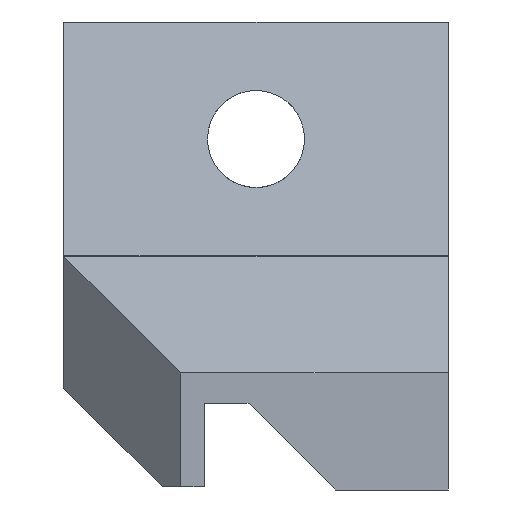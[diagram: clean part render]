
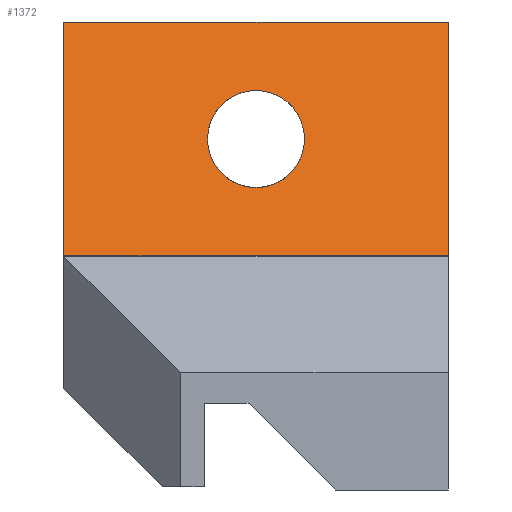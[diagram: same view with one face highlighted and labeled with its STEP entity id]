
A CAD part, left-side view. The second image highlights one B-rep face of the part: STEP entity #1372.
In plain terms, the highlighted planar face has unit normal (-0.94, 0, 0.342).
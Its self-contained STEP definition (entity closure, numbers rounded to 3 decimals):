
#32 = PLANE('',#33);
#33 = AXIS2_PLACEMENT_3D('',#34,#35,#36);
#34 = CARTESIAN_POINT('',(19.577,6.044,0.));
#35 = DIRECTION('',(0.,0.,1.));
#36 = DIRECTION('',(1.,0.,0.));
#347 = PLANE('',#348);
#348 = AXIS2_PLACEMENT_3D('',#349,#350,#351);
#349 = CARTESIAN_POINT('',(42.629,0.,-1.414));
#350 = DIRECTION('',(0.,-1.,0.));
#351 = DIRECTION('',(0.,0.,-1.));
#472 = VERTEX_POINT('',#473);
#473 = CARTESIAN_POINT('',(43.609,7.3,0.));
#494 = EDGE_CURVE('',#472,#495,#497,.T.);
#495 = VERTEX_POINT('',#496);
#496 = CARTESIAN_POINT('',(43.609,11.5,0.));
#497 = SURFACE_CURVE('',#498,(#502,#509),.PCURVE_S1.);
#498 = LINE('',#499,#500);
#499 = CARTESIAN_POINT('',(43.609,0.,0.));
#500 = VECTOR('',#501,1.);
#501 = DIRECTION('',(0.,1.,0.));
#502 = PCURVE('',#32,#503);
#503 = DEFINITIONAL_REPRESENTATION('',(#504),#508);
#504 = LINE('',#505,#506);
#505 = CARTESIAN_POINT('',(24.032,-6.044));
#506 = VECTOR('',#507,1.);
#507 = DIRECTION('',(0.,1.));
#508 = ( GEOMETRIC_REPRESENTATION_CONTEXT(2) 
PARAMETRIC_REPRESENTATION_CONTEXT() REPRESENTATION_CONTEXT('2D SPACE',''
  ) );
#509 = PCURVE('',#510,#515);
#510 = PLANE('',#511);
#511 = AXIS2_PLACEMENT_3D('',#512,#513,#514);
#512 = CARTESIAN_POINT('',(43.609,0.,0.));
#513 = DIRECTION('',(0.94,0.,-0.342));
#514 = DIRECTION('',(0.342,0.,0.94));
#515 = DEFINITIONAL_REPRESENTATION('',(#516),#520);
#516 = LINE('',#517,#518);
#517 = CARTESIAN_POINT('',(0.,0.));
#518 = VECTOR('',#519,1.);
#519 = DIRECTION('',(0.,-1.));
#520 = ( GEOMETRIC_REPRESENTATION_CONTEXT(2) 
PARAMETRIC_REPRESENTATION_CONTEXT() REPRESENTATION_CONTEXT('2D SPACE',''
  ) );
#538 = PLANE('',#539);
#539 = AXIS2_PLACEMENT_3D('',#540,#541,#542);
#540 = CARTESIAN_POINT('',(28.756,11.5,-0.706));
#541 = DIRECTION('',(0.,1.,0.));
#542 = DIRECTION('',(0.,0.,1.));
#1140 = EDGE_CURVE('',#1141,#495,#1143,.T.);
#1141 = VERTEX_POINT('',#1142);
#1142 = CARTESIAN_POINT('',(46.156,11.5,7.));
#1143 = SURFACE_CURVE('',#1144,(#1148,#1155),.PCURVE_S1.);
#1144 = LINE('',#1145,#1146);
#1145 = CARTESIAN_POINT('',(40.422,11.5,-8.756));
#1146 = VECTOR('',#1147,1.);
#1147 = DIRECTION('',(-0.342,0.,-0.94));
#1148 = PCURVE('',#538,#1149);
#1149 = DEFINITIONAL_REPRESENTATION('',(#1150),#1154);
#1150 = LINE('',#1151,#1152);
#1151 = CARTESIAN_POINT('',(-8.05,11.666));
#1152 = VECTOR('',#1153,1.);
#1153 = DIRECTION('',(-0.94,-0.342));
#1154 = ( GEOMETRIC_REPRESENTATION_CONTEXT(2) 
PARAMETRIC_REPRESENTATION_CONTEXT() REPRESENTATION_CONTEXT('2D SPACE',''
  ) );
#1155 = PCURVE('',#510,#1156);
#1156 = DEFINITIONAL_REPRESENTATION('',(#1157),#1161);
#1157 = LINE('',#1158,#1159);
#1158 = CARTESIAN_POINT('',(-9.317,-11.5));
#1159 = VECTOR('',#1160,1.);
#1160 = DIRECTION('',(-1.,0.));
#1161 = ( GEOMETRIC_REPRESENTATION_CONTEXT(2) 
PARAMETRIC_REPRESENTATION_CONTEXT() REPRESENTATION_CONTEXT('2D SPACE',''
  ) );
#1179 = PLANE('',#1180);
#1180 = AXIS2_PLACEMENT_3D('',#1181,#1182,#1183);
#1181 = CARTESIAN_POINT('',(46.156,0.,7.));
#1182 = DIRECTION('',(0.,0.,-1.));
#1183 = DIRECTION('',(1.,0.,0.));
#1372 = ADVANCED_FACE('',(#1373,#1449),#510,.F.);
#1373 = FACE_BOUND('',#1374,.F.);
#1374 = EDGE_LOOP('',(#1375,#1400,#1426,#1427,#1428));
#1375 = ORIENTED_EDGE('',*,*,#1376,.F.);
#1376 = EDGE_CURVE('',#1377,#1379,#1381,.T.);
#1377 = VERTEX_POINT('',#1378);
#1378 = CARTESIAN_POINT('',(43.609,0.,0.));
#1379 = VERTEX_POINT('',#1380);
#1380 = CARTESIAN_POINT('',(46.156,0.,7.));
#1381 = SURFACE_CURVE('',#1382,(#1386,#1393),.PCURVE_S1.);
#1382 = LINE('',#1383,#1384);
#1383 = CARTESIAN_POINT('',(43.609,0.,0.));
#1384 = VECTOR('',#1385,1.);
#1385 = DIRECTION('',(0.342,0.,0.94));
#1386 = PCURVE('',#510,#1387);
#1387 = DEFINITIONAL_REPRESENTATION('',(#1388),#1392);
#1388 = LINE('',#1389,#1390);
#1389 = CARTESIAN_POINT('',(0.,0.));
#1390 = VECTOR('',#1391,1.);
#1391 = DIRECTION('',(1.,0.));
#1392 = ( GEOMETRIC_REPRESENTATION_CONTEXT(2) 
PARAMETRIC_REPRESENTATION_CONTEXT() REPRESENTATION_CONTEXT('2D SPACE',''
  ) );
#1393 = PCURVE('',#347,#1394);
#1394 = DEFINITIONAL_REPRESENTATION('',(#1395),#1399);
#1395 = LINE('',#1396,#1397);
#1396 = CARTESIAN_POINT('',(-1.414,0.98));
#1397 = VECTOR('',#1398,1.);
#1398 = DIRECTION('',(-0.94,0.342));
#1399 = ( GEOMETRIC_REPRESENTATION_CONTEXT(2) 
PARAMETRIC_REPRESENTATION_CONTEXT() REPRESENTATION_CONTEXT('2D SPACE',''
  ) );
#1400 = ORIENTED_EDGE('',*,*,#1401,.F.);
#1401 = EDGE_CURVE('',#472,#1377,#1402,.T.);
#1402 = SURFACE_CURVE('',#1403,(#1407,#1414),.PCURVE_S1.);
#1403 = LINE('',#1404,#1405);
#1404 = CARTESIAN_POINT('',(43.609,5.75,0.));
#1405 = VECTOR('',#1406,1.);
#1406 = DIRECTION('',(0.,-1.,0.));
#1407 = PCURVE('',#510,#1408);
#1408 = DEFINITIONAL_REPRESENTATION('',(#1409),#1413);
#1409 = LINE('',#1410,#1411);
#1410 = CARTESIAN_POINT('',(0.,-5.75));
#1411 = VECTOR('',#1412,1.);
#1412 = DIRECTION('',(0.,1.));
#1413 = ( GEOMETRIC_REPRESENTATION_CONTEXT(2) 
PARAMETRIC_REPRESENTATION_CONTEXT() REPRESENTATION_CONTEXT('2D SPACE',''
  ) );
#1414 = PCURVE('',#1415,#1420);
#1415 = PLANE('',#1416);
#1416 = AXIS2_PLACEMENT_3D('',#1417,#1418,#1419);
#1417 = CARTESIAN_POINT('',(45.27,0.,-1.661));
#1418 = DIRECTION('',(0.707,0.,0.707));
#1419 = DIRECTION('',(-0.707,0.,0.707));
#1420 = DEFINITIONAL_REPRESENTATION('',(#1421),#1425);
#1421 = LINE('',#1422,#1423);
#1422 = CARTESIAN_POINT('',(2.35,-5.75));
#1423 = VECTOR('',#1424,1.);
#1424 = DIRECTION('',(0.,1.));
#1425 = ( GEOMETRIC_REPRESENTATION_CONTEXT(2) 
PARAMETRIC_REPRESENTATION_CONTEXT() REPRESENTATION_CONTEXT('2D SPACE',''
  ) );
#1426 = ORIENTED_EDGE('',*,*,#494,.T.);
#1427 = ORIENTED_EDGE('',*,*,#1140,.F.);
#1428 = ORIENTED_EDGE('',*,*,#1429,.F.);
#1429 = EDGE_CURVE('',#1379,#1141,#1430,.T.);
#1430 = SURFACE_CURVE('',#1431,(#1435,#1442),.PCURVE_S1.);
#1431 = LINE('',#1432,#1433);
#1432 = CARTESIAN_POINT('',(46.156,0.,7.));
#1433 = VECTOR('',#1434,1.);
#1434 = DIRECTION('',(0.,1.,0.));
#1435 = PCURVE('',#510,#1436);
#1436 = DEFINITIONAL_REPRESENTATION('',(#1437),#1441);
#1437 = LINE('',#1438,#1439);
#1438 = CARTESIAN_POINT('',(7.449,0.));
#1439 = VECTOR('',#1440,1.);
#1440 = DIRECTION('',(0.,-1.));
#1441 = ( GEOMETRIC_REPRESENTATION_CONTEXT(2) 
PARAMETRIC_REPRESENTATION_CONTEXT() REPRESENTATION_CONTEXT('2D SPACE',''
  ) );
#1442 = PCURVE('',#1179,#1443);
#1443 = DEFINITIONAL_REPRESENTATION('',(#1444),#1448);
#1444 = LINE('',#1445,#1446);
#1445 = CARTESIAN_POINT('',(0.,0.));
#1446 = VECTOR('',#1447,1.);
#1447 = DIRECTION('',(0.,-1.));
#1448 = ( GEOMETRIC_REPRESENTATION_CONTEXT(2) 
PARAMETRIC_REPRESENTATION_CONTEXT() REPRESENTATION_CONTEXT('2D SPACE',''
  ) );
#1449 = FACE_BOUND('',#1450,.F.);
#1450 = EDGE_LOOP('',(#1451));
#1451 = ORIENTED_EDGE('',*,*,#1452,.F.);
#1452 = EDGE_CURVE('',#1453,#1453,#1455,.T.);
#1453 = VERTEX_POINT('',#1454);
#1454 = CARTESIAN_POINT('',(44.883,7.2,3.5));
#1455 = SURFACE_CURVE('',#1456,(#1461,#1468),.PCURVE_S1.);
#1456 = ELLIPSE('',#1457,1.543,1.45);
#1457 = AXIS2_PLACEMENT_3D('',#1458,#1459,#1460);
#1458 = CARTESIAN_POINT('',(44.883,5.75,3.5));
#1459 = DIRECTION('',(0.94,0.,-0.342));
#1460 = DIRECTION('',(-0.342,0.,-0.94));
#1461 = PCURVE('',#510,#1462);
#1462 = DEFINITIONAL_REPRESENTATION('',(#1463),#1467);
#1463 = ELLIPSE('',#1464,1.543,1.45);
#1464 = AXIS2_PLACEMENT_2D('',#1465,#1466);
#1465 = CARTESIAN_POINT('',(3.725,-5.75));
#1466 = DIRECTION('',(-1.,0.));
#1467 = ( GEOMETRIC_REPRESENTATION_CONTEXT(2) 
PARAMETRIC_REPRESENTATION_CONTEXT() REPRESENTATION_CONTEXT('2D SPACE',''
  ) );
#1468 = PCURVE('',#1469,#1474);
#1469 = CYLINDRICAL_SURFACE('',#1470,1.45);
#1470 = AXIS2_PLACEMENT_3D('',#1471,#1472,#1473);
#1471 = CARTESIAN_POINT('',(0.,5.75,3.5));
#1472 = DIRECTION('',(-1.,0.,0.));
#1473 = DIRECTION('',(0.,1.,0.));
#1474 = DEFINITIONAL_REPRESENTATION('',(#1475),#1492);
#1475 = B_SPLINE_CURVE_WITH_KNOTS('',8,(#1476,#1477,#1478,#1479,#1480,
    #1481,#1482,#1483,#1484,#1485,#1486,#1487,#1488,#1489,#1490,#1491),
  .UNSPECIFIED.,.F.,.F.,(9,7,9),(1.571,4.712,
    7.854),.UNSPECIFIED.);
#1476 = CARTESIAN_POINT('',(0.,-44.883));
#1477 = CARTESIAN_POINT('',(-0.393,-45.09));
#1478 = CARTESIAN_POINT('',(-0.785,-45.297));
#1479 = CARTESIAN_POINT('',(-1.178,-45.456));
#1480 = CARTESIAN_POINT('',(-1.571,-45.517));
#1481 = CARTESIAN_POINT('',(-1.963,-45.456));
#1482 = CARTESIAN_POINT('',(-2.356,-45.297));
#1483 = CARTESIAN_POINT('',(-2.749,-45.09));
#1484 = CARTESIAN_POINT('',(-3.534,-44.675));
#1485 = CARTESIAN_POINT('',(-3.927,-44.468));
#1486 = CARTESIAN_POINT('',(-4.32,-44.309));
#1487 = CARTESIAN_POINT('',(-4.712,-44.248));
#1488 = CARTESIAN_POINT('',(-5.105,-44.309));
#1489 = CARTESIAN_POINT('',(-5.498,-44.468));
#1490 = CARTESIAN_POINT('',(-5.89,-44.675));
#1491 = CARTESIAN_POINT('',(-6.283,-44.883));
#1492 = ( GEOMETRIC_REPRESENTATION_CONTEXT(2) 
PARAMETRIC_REPRESENTATION_CONTEXT() REPRESENTATION_CONTEXT('2D SPACE',''
  ) );
